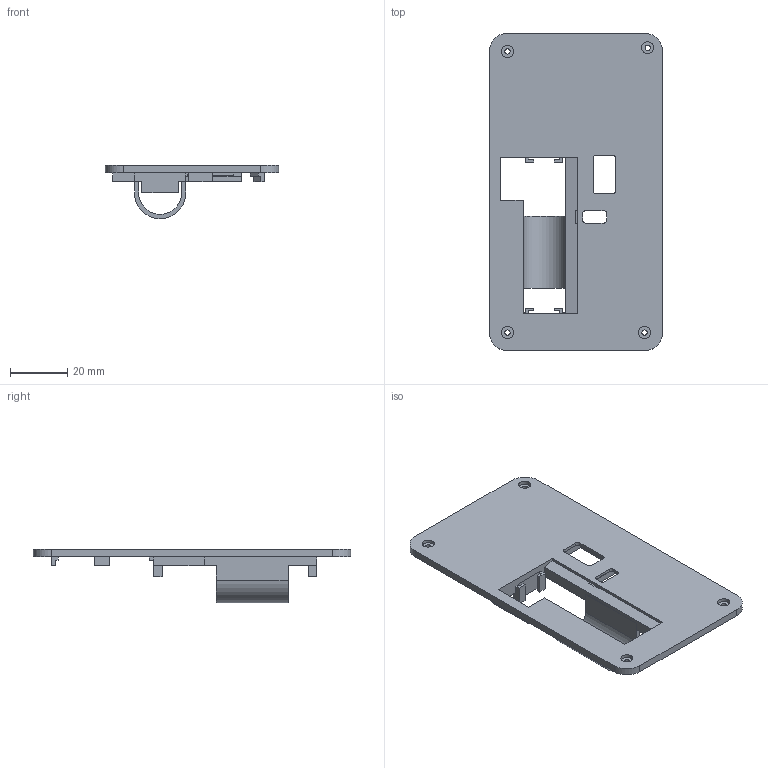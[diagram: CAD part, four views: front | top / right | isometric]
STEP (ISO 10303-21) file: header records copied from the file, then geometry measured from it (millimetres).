
FILE_DESCRIPTION(/* description */ ('STEP AP242','CAx-IF Rec.Pracs.---Representation and Presentation of Product Manufacturing Information (PMI)---4.0---2014-10-13','CAx-IF Rec.Pracs.---3D Tessellated Geometry---0.4---2014-09-14','2;1'),/* implementation_level */ '2;1');
FILE_NAME(/* name */ 'Assembly 1 - Part 1 (3)',/* time_stamp */ '2025-07-08T03:26:58Z',/* author */ (''),/* organization */ (''),/* preprocessor_version */ 'ST-DEVELOPER v20',/* originating_system */ 'ONSHAPE BY PTC INC, 1.200',/* authorisation */ ' ');
FILE_SCHEMA (('AP242_MANAGED_MODEL_BASED_3D_ENGINEERING_MIM_LF { 1 0 10303 442 1 1 4 }'));
Length unit declared in the file: metre
Products named in the file (1): Part 1
Bounding box: 60.46 x 110.64 x 18.54 mm (x, y, z)
Volume: 16673.2 mm3; surface area: 16577.1 mm2
Topology: 1 solids, 1 shells, 157 faces, 434 edges, 290 vertices
Faces by surface type: plane 135, cylinder 22
Full cylindrical faces by diameter (mm): 1.85 x4, 4.224 x4
Entity records: 4926 total; most frequent: CARTESIAN_POINT 866, ORIENTED_EDGE 844, DIRECTION 782, EDGE_CURVE 422, LINE 378, VECTOR 378, VERTEX_POINT 286, AXIS2_PLACEMENT_3D 202
